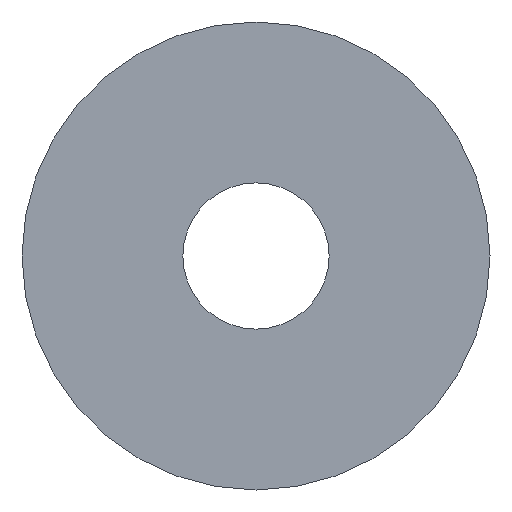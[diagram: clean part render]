
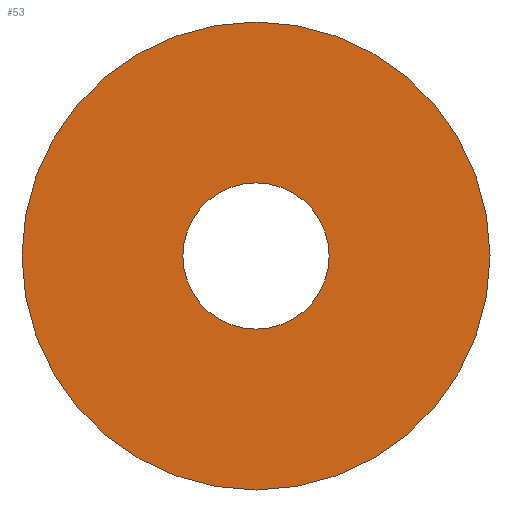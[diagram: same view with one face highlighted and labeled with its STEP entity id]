
A CAD part, front view. The second image highlights one B-rep face of the part: STEP entity #53.
In plain terms, the highlighted planar face has unit normal (0, -1, 0).
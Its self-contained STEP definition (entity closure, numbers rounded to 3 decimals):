
#53=ADVANCED_FACE('',(#89,#91),#93,.F.);
#89=FACE_BOUND('',#90,.T.);
#90=EDGE_LOOP('',(#125));
#91=FACE_BOUND('',#92,.T.);
#92=EDGE_LOOP('',(#126));
#93=PLANE('',#94);
#94=AXIS2_PLACEMENT_3D('',#95,#96,#97);
#95=CARTESIAN_POINT('',(0.,0.,0.));
#96=DIRECTION('',(0.,1.,0.));
#97=DIRECTION('',(-1.,0.,0.));
#125=ORIENTED_EDGE('',*,*,#133,.F.);
#126=ORIENTED_EDGE('',*,*,#134,.T.);
#133=EDGE_CURVE('',#137,#137,#138,.T.);
#134=EDGE_CURVE('',#139,#139,#140,.T.);
#137=VERTEX_POINT('',#145);
#138=CIRCLE('',#146,48.);
#139=VERTEX_POINT('',#150);
#140=CIRCLE('',#151,15.);
#145=CARTESIAN_POINT('',(-48.,0.,0.));
#146=AXIS2_PLACEMENT_3D('',#147,#148,#149);
#147=CARTESIAN_POINT('',(0.,0.,0.));
#148=DIRECTION('',(0.,1.,0.));
#149=DIRECTION('',(-1.,0.,0.));
#150=CARTESIAN_POINT('',(-15.,0.,0.));
#151=AXIS2_PLACEMENT_3D('',#152,#153,#154);
#152=CARTESIAN_POINT('',(0.,0.,0.));
#153=DIRECTION('',(0.,1.,0.));
#154=DIRECTION('',(-1.,0.,0.));
